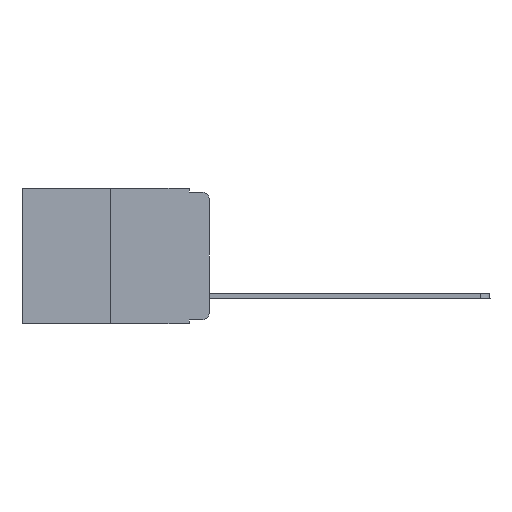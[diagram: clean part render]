
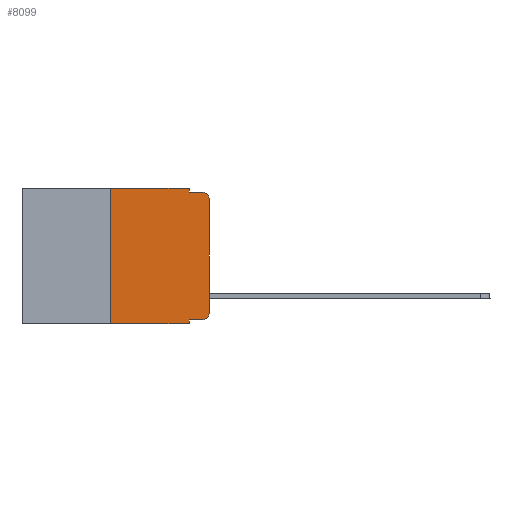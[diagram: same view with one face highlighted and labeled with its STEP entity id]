
A CAD part, left-side view. The second image highlights one B-rep face of the part: STEP entity #8099.
In plain terms, the highlighted planar face has unit normal (-1, 0, 0).
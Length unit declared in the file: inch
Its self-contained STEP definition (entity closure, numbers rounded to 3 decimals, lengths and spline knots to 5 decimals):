
#70 = EDGE_CURVE ( 'NONE', #7051, #2480, #5585, .T. ) ;
#401 = CARTESIAN_POINT ( 'NONE',  ( 0., 0.02, -0.333 ) ) ;
#451 = DIRECTION ( 'NONE',  ( 0., 0., 1. ) ) ;
#581 = ORIENTED_EDGE ( 'NONE', *, *, #14758, .F. ) ;
#598 = VERTEX_POINT ( 'NONE', #4577 ) ;
#1061 = VERTEX_POINT ( 'NONE', #4110 ) ;
#1114 = VECTOR ( 'NONE', #15233, 39.37008 ) ;
#1132 = CARTESIAN_POINT ( 'NONE',  ( 0., 0., -0.313 ) ) ;
#1600 = CARTESIAN_POINT ( 'NONE',  ( 0., 0.473, -0.343 ) ) ;
#1727 = DIRECTION ( 'NONE',  ( 0., 0., -1. ) ) ;
#1886 = CARTESIAN_POINT ( 'NONE',  ( 0., 0.25, 0. ) ) ;
#2393 = VECTOR ( 'NONE', #15945, 39.37008 ) ;
#2480 = VERTEX_POINT ( 'NONE', #1132 ) ;
#2524 = VERTEX_POINT ( 'NONE', #15089 ) ;
#2999 = EDGE_CURVE ( 'NONE', #17156, #1061, #3689, .T. ) ;
#3144 = VECTOR ( 'NONE', #5878, 39.37008 ) ;
#3266 = VERTEX_POINT ( 'NONE', #4233 ) ;
#3543 = EDGE_CURVE ( 'NONE', #3266, #16361, #5386, .T. ) ;
#3598 = ORIENTED_EDGE ( 'NONE', *, *, #4936, .T. ) ;
#3674 = EDGE_CURVE ( 'NONE', #5097, #10092, #3676, .T. ) ;
#3676 = LINE ( 'NONE', #1600, #1114 ) ;
#3689 = LINE ( 'NONE', #17168, #9439 ) ;
#3985 = CARTESIAN_POINT ( 'NONE',  ( 0., 0.25, -0.343 ) ) ;
#4110 = CARTESIAN_POINT ( 'NONE',  ( 0., 0.051, 0. ) ) ;
#4233 = CARTESIAN_POINT ( 'NONE',  ( 0., 0., -0.03 ) ) ;
#4343 = DIRECTION ( 'NONE',  ( 1., 0., 0. ) ) ;
#4346 = LINE ( 'NONE', #1886, #14998 ) ;
#4577 = CARTESIAN_POINT ( 'NONE',  ( 0., 0.051, -0.01 ) ) ;
#4936 = EDGE_CURVE ( 'NONE', #2524, #7051, #17446, .T. ) ;
#4966 = AXIS2_PLACEMENT_3D ( 'NONE', #11933, #9322, #17620 ) ;
#5009 = DIRECTION ( 'NONE',  ( 0., -1., 0. ) ) ;
#5097 = VERTEX_POINT ( 'NONE', #3985 ) ;
#5386 = CIRCLE ( 'NONE', #8383, 0.02 ) ;
#5390 = CARTESIAN_POINT ( 'NONE',  ( 0., 0.02, -0.03 ) ) ;
#5559 = ORIENTED_EDGE ( 'NONE', *, *, #11763, .F. ) ;
#5585 = CIRCLE ( 'NONE', #4966, 0.02 ) ;
#5878 = DIRECTION ( 'NONE',  ( 0., -1., 0. ) ) ;
#5889 = CARTESIAN_POINT ( 'NONE',  ( 0., 0., 0. ) ) ;
#5956 = AXIS2_PLACEMENT_3D ( 'NONE', #8216, #4343, #1727 ) ;
#6090 = CARTESIAN_POINT ( 'NONE',  ( 0., 0.051, -0.343 ) ) ;
#6286 = ORIENTED_EDGE ( 'NONE', *, *, #70, .T. ) ;
#6812 = ORIENTED_EDGE ( 'NONE', *, *, #3674, .T. ) ;
#7051 = VERTEX_POINT ( 'NONE', #401 ) ;
#7513 = CARTESIAN_POINT ( 'NONE',  ( 0., 0.051, -0.333 ) ) ;
#8099 = ADVANCED_FACE ( 'NONE', ( #9013 ), #16357, .F. ) ;
#8135 = ORIENTED_EDGE ( 'NONE', *, *, #10112, .F. ) ;
#8216 = CARTESIAN_POINT ( 'NONE',  ( 0., 0.473, 0. ) ) ;
#8217 = DIRECTION ( 'NONE',  ( 0., 0., -1. ) ) ;
#8383 = AXIS2_PLACEMENT_3D ( 'NONE', #5390, #12257, #8217 ) ;
#8596 = ORIENTED_EDGE ( 'NONE', *, *, #8889, .T. ) ;
#8751 = LINE ( 'NONE', #16000, #2393 ) ;
#8889 = EDGE_CURVE ( 'NONE', #2480, #3266, #9432, .T. ) ;
#9013 = FACE_OUTER_BOUND ( 'NONE', #16172, .T. ) ;
#9322 = DIRECTION ( 'NONE',  ( -1., 0., 0. ) ) ;
#9432 = LINE ( 'NONE', #5889, #13479 ) ;
#9439 = VECTOR ( 'NONE', #5009, 39.37008 ) ;
#9440 = ORIENTED_EDGE ( 'NONE', *, *, #3543, .T. ) ;
#10092 = VERTEX_POINT ( 'NONE', #6090 ) ;
#10112 = EDGE_CURVE ( 'NONE', #2524, #10092, #8751, .T. ) ;
#11335 = DIRECTION ( 'NONE',  ( 0., 0., -1. ) ) ;
#11582 = ORIENTED_EDGE ( 'NONE', *, *, #2999, .F. ) ;
#11763 = EDGE_CURVE ( 'NONE', #1061, #598, #14651, .T. ) ;
#11933 = CARTESIAN_POINT ( 'NONE',  ( 0., 0.02, -0.313 ) ) ;
#12079 = LINE ( 'NONE', #16679, #3144 ) ;
#12257 = DIRECTION ( 'NONE',  ( -1., 0., 0. ) ) ;
#13103 = ORIENTED_EDGE ( 'NONE', *, *, #16351, .F. ) ;
#13381 = VECTOR ( 'NONE', #11335, 39.37008 ) ;
#13420 = VECTOR ( 'NONE', #17197, 39.37008 ) ;
#13479 = VECTOR ( 'NONE', #451, 39.37008 ) ;
#14651 = LINE ( 'NONE', #16738, #13381 ) ;
#14758 = EDGE_CURVE ( 'NONE', #598, #16361, #12079, .T. ) ;
#14998 = VECTOR ( 'NONE', #16631, 39.37008 ) ;
#15089 = CARTESIAN_POINT ( 'NONE',  ( 0., 0.051, -0.333 ) ) ;
#15233 = DIRECTION ( 'NONE',  ( 0., -1., 0. ) ) ;
#15945 = DIRECTION ( 'NONE',  ( 0., 0., -1. ) ) ;
#16000 = CARTESIAN_POINT ( 'NONE',  ( 0., 0.051, 0. ) ) ;
#16172 = EDGE_LOOP ( 'NONE', ( #8596, #9440, #581, #5559, #11582, #13103, #6812, #8135, #3598, #6286 ) ) ;
#16351 = EDGE_CURVE ( 'NONE', #5097, #17156, #4346, .T. ) ;
#16357 = PLANE ( 'NONE',  #5956 ) ;
#16361 = VERTEX_POINT ( 'NONE', #16730 ) ;
#16631 = DIRECTION ( 'NONE',  ( 0., 0., 1. ) ) ;
#16679 = CARTESIAN_POINT ( 'NONE',  ( 0., 0.051, -0.01 ) ) ;
#16730 = CARTESIAN_POINT ( 'NONE',  ( 0., 0.02, -0.01 ) ) ;
#16738 = CARTESIAN_POINT ( 'NONE',  ( 0., 0.051, 0. ) ) ;
#17156 = VERTEX_POINT ( 'NONE', #17638 ) ;
#17168 = CARTESIAN_POINT ( 'NONE',  ( 0., 0.473, 0. ) ) ;
#17197 = DIRECTION ( 'NONE',  ( 0., -1., 0. ) ) ;
#17446 = LINE ( 'NONE', #7513, #13420 ) ;
#17620 = DIRECTION ( 'NONE',  ( 0., 0., -1. ) ) ;
#17638 = CARTESIAN_POINT ( 'NONE',  ( 0., 0.25, 0. ) ) ;
